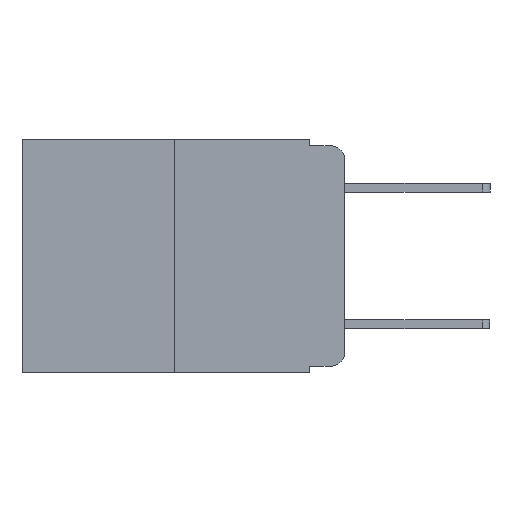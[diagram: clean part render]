
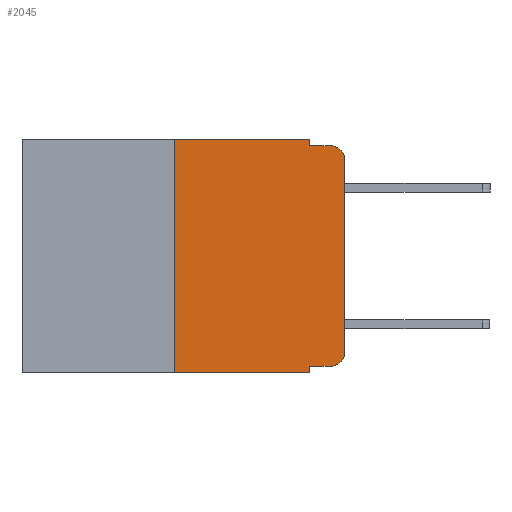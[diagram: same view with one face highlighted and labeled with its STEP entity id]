
A CAD part, left-side view. The second image highlights one B-rep face of the part: STEP entity #2045.
In plain terms, the highlighted planar face has unit normal (-1, 0, 0).
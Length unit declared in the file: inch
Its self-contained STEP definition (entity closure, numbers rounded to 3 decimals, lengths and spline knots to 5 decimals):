
#279 = CARTESIAN_POINT ( 'NONE',  ( 0., 0.051, -0.343 ) ) ;
#590 = VECTOR ( 'NONE', #19944, 39.37008 ) ;
#1349 = VERTEX_POINT ( 'NONE', #14502 ) ;
#1384 = ORIENTED_EDGE ( 'NONE', *, *, #19425, .F. ) ;
#1540 = DIRECTION ( 'NONE',  ( -1., 0., 0. ) ) ;
#1577 = DIRECTION ( 'NONE',  ( 0., -1., 0. ) ) ;
#2045 = ADVANCED_FACE ( 'NONE', ( #8024 ), #15247, .F. ) ;
#2085 = VERTEX_POINT ( 'NONE', #279 ) ;
#2086 = CARTESIAN_POINT ( 'NONE',  ( 0., 0.02, -0.03 ) ) ;
#2309 = EDGE_CURVE ( 'NONE', #9337, #7871, #21595, .T. ) ;
#2323 = ORIENTED_EDGE ( 'NONE', *, *, #4785, .T. ) ;
#2493 = AXIS2_PLACEMENT_3D ( 'NONE', #2086, #1540, #17987 ) ;
#2933 = ORIENTED_EDGE ( 'NONE', *, *, #15249, .F. ) ;
#2988 = CARTESIAN_POINT ( 'NONE',  ( 0., 0.25, 0. ) ) ;
#3002 = EDGE_LOOP ( 'NONE', ( #5680, #2323, #2933, #4128, #16184, #1384, #17350, #23426, #9682, #17647 ) ) ;
#3515 = VECTOR ( 'NONE', #8616, 39.37008 ) ;
#4124 = CARTESIAN_POINT ( 'NONE',  ( 0., 0.473, 0. ) ) ;
#4128 = ORIENTED_EDGE ( 'NONE', *, *, #2309, .F. ) ;
#4785 = EDGE_CURVE ( 'NONE', #8579, #8064, #13007, .T. ) ;
#4923 = DIRECTION ( 'NONE',  ( 0., 0., 1. ) ) ;
#4937 = CARTESIAN_POINT ( 'NONE',  ( 0., 0.051, 0. ) ) ;
#5430 = VECTOR ( 'NONE', #4923, 39.37008 ) ;
#5680 = ORIENTED_EDGE ( 'NONE', *, *, #20456, .T. ) ;
#5807 = CARTESIAN_POINT ( 'NONE',  ( 0., 0.02, -0.333 ) ) ;
#5972 = DIRECTION ( 'NONE',  ( 0., 0., -1. ) ) ;
#6310 = VERTEX_POINT ( 'NONE', #5807 ) ;
#6778 = DIRECTION ( 'NONE',  ( 0., 0., -1. ) ) ;
#6834 = DIRECTION ( 'NONE',  ( 0., 0., 1. ) ) ;
#6857 = AXIS2_PLACEMENT_3D ( 'NONE', #4124, #18345, #5972 ) ;
#6923 = DIRECTION ( 'NONE',  ( 0., 0., -1. ) ) ;
#7056 = EDGE_CURVE ( 'NONE', #1349, #2085, #20979, .T. ) ;
#7226 = VERTEX_POINT ( 'NONE', #11126 ) ;
#7557 = VECTOR ( 'NONE', #11847, 39.37008 ) ;
#7871 = VERTEX_POINT ( 'NONE', #15615 ) ;
#8024 = FACE_OUTER_BOUND ( 'NONE', #3002, .T. ) ;
#8064 = VERTEX_POINT ( 'NONE', #21859 ) ;
#8109 = VECTOR ( 'NONE', #1577, 39.37008 ) ;
#8579 = VERTEX_POINT ( 'NONE', #23196 ) ;
#8616 = DIRECTION ( 'NONE',  ( 0., -1., 0. ) ) ;
#9337 = VERTEX_POINT ( 'NONE', #21893 ) ;
#9361 = EDGE_CURVE ( 'NONE', #7226, #2085, #24037, .T. ) ;
#9372 = CIRCLE ( 'NONE', #14406, 0.02 ) ;
#9682 = ORIENTED_EDGE ( 'NONE', *, *, #23610, .T. ) ;
#9826 = CARTESIAN_POINT ( 'NONE',  ( 0., 0.051, -0.333 ) ) ;
#10411 = EDGE_CURVE ( 'NONE', #19330, #9337, #13806, .T. ) ;
#10574 = VERTEX_POINT ( 'NONE', #15524 ) ;
#10679 = CARTESIAN_POINT ( 'NONE',  ( 0., 0.02, -0.313 ) ) ;
#11126 = CARTESIAN_POINT ( 'NONE',  ( 0., 0.051, -0.333 ) ) ;
#11847 = DIRECTION ( 'NONE',  ( 0., -1., 0. ) ) ;
#12563 = DIRECTION ( 'NONE',  ( 0., 0., -1. ) ) ;
#13007 = CIRCLE ( 'NONE', #2493, 0.02 ) ;
#13649 = EDGE_CURVE ( 'NONE', #6310, #10574, #9372, .T. ) ;
#13806 = LINE ( 'NONE', #24334, #8109 ) ;
#13820 = LINE ( 'NONE', #16360, #14396 ) ;
#14396 = VECTOR ( 'NONE', #6834, 39.37008 ) ;
#14406 = AXIS2_PLACEMENT_3D ( 'NONE', #10679, #23728, #12563 ) ;
#14502 = CARTESIAN_POINT ( 'NONE',  ( 0., 0.25, -0.343 ) ) ;
#15247 = PLANE ( 'NONE',  #6857 ) ;
#15249 = EDGE_CURVE ( 'NONE', #7871, #8064, #23671, .T. ) ;
#15524 = CARTESIAN_POINT ( 'NONE',  ( 0., 0., -0.313 ) ) ;
#15597 = CARTESIAN_POINT ( 'NONE',  ( 0., 0.473, -0.343 ) ) ;
#15615 = CARTESIAN_POINT ( 'NONE',  ( 0., 0.051, -0.01 ) ) ;
#15837 = CARTESIAN_POINT ( 'NONE',  ( 0., 0.051, 0. ) ) ;
#16184 = ORIENTED_EDGE ( 'NONE', *, *, #10411, .F. ) ;
#16360 = CARTESIAN_POINT ( 'NONE',  ( 0., 0., 0. ) ) ;
#16664 = VECTOR ( 'NONE', #6778, 39.37008 ) ;
#17350 = ORIENTED_EDGE ( 'NONE', *, *, #7056, .T. ) ;
#17647 = ORIENTED_EDGE ( 'NONE', *, *, #13649, .T. ) ;
#17952 = VECTOR ( 'NONE', #6923, 39.37008 ) ;
#17987 = DIRECTION ( 'NONE',  ( 0., 0., -1. ) ) ;
#18024 = CARTESIAN_POINT ( 'NONE',  ( 0., 0.051, -0.01 ) ) ;
#18345 = DIRECTION ( 'NONE',  ( 1., 0., 0. ) ) ;
#19330 = VERTEX_POINT ( 'NONE', #21721 ) ;
#19425 = EDGE_CURVE ( 'NONE', #1349, #19330, #20610, .T. ) ;
#19944 = DIRECTION ( 'NONE',  ( 0., -1., 0. ) ) ;
#20456 = EDGE_CURVE ( 'NONE', #10574, #8579, #13820, .T. ) ;
#20610 = LINE ( 'NONE', #2988, #5430 ) ;
#20979 = LINE ( 'NONE', #15597, #590 ) ;
#21595 = LINE ( 'NONE', #15837, #16664 ) ;
#21721 = CARTESIAN_POINT ( 'NONE',  ( 0., 0.25, 0. ) ) ;
#21859 = CARTESIAN_POINT ( 'NONE',  ( 0., 0.02, -0.01 ) ) ;
#21893 = CARTESIAN_POINT ( 'NONE',  ( 0., 0.051, 0. ) ) ;
#23166 = LINE ( 'NONE', #9826, #7557 ) ;
#23196 = CARTESIAN_POINT ( 'NONE',  ( 0., 0., -0.03 ) ) ;
#23426 = ORIENTED_EDGE ( 'NONE', *, *, #9361, .F. ) ;
#23610 = EDGE_CURVE ( 'NONE', #7226, #6310, #23166, .T. ) ;
#23671 = LINE ( 'NONE', #18024, #3515 ) ;
#23728 = DIRECTION ( 'NONE',  ( -1., 0., 0. ) ) ;
#24037 = LINE ( 'NONE', #4937, #17952 ) ;
#24334 = CARTESIAN_POINT ( 'NONE',  ( 0., 0.473, 0. ) ) ;
